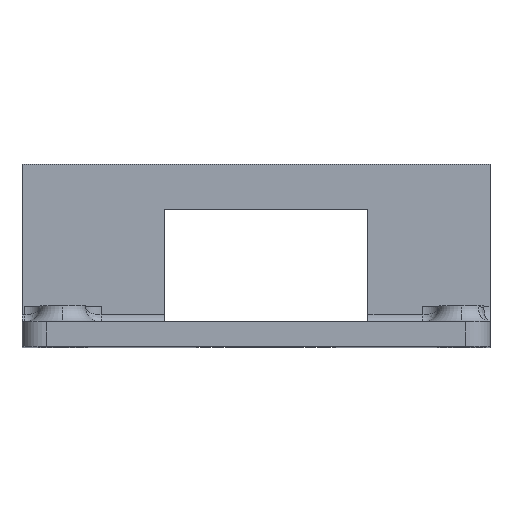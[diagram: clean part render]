
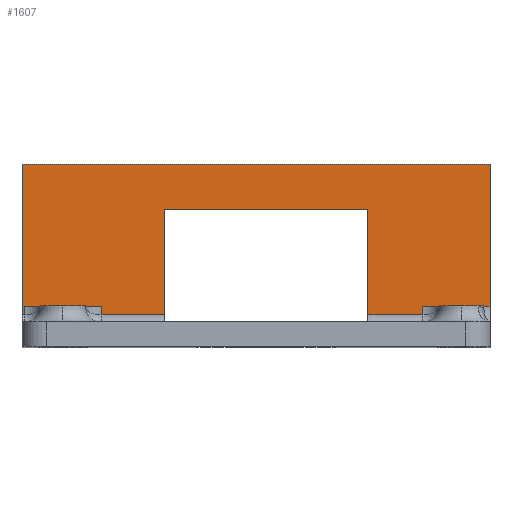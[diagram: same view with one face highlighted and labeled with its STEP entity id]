
A CAD part, top view. The second image highlights one B-rep face of the part: STEP entity #1607.
In plain terms, the highlighted planar face has unit normal (0, 0, 1).
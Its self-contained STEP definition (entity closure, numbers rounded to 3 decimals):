
#1 = VERTEX_POINT ( 'NONE', #1653 ) ;
#27 = CARTESIAN_POINT ( 'NONE',  ( 28.75, 22.5, -39. ) ) ;
#47 = VERTEX_POINT ( 'NONE', #400 ) ;
#74 = VERTEX_POINT ( 'NONE', #1631 ) ;
#79 = ORIENTED_EDGE ( 'NONE', *, *, #590, .T. ) ;
#86 = DIRECTION ( 'NONE',  ( 0., -1., 0. ) ) ;
#93 = CARTESIAN_POINT ( 'NONE',  ( 20.5, 5., -39. ) ) ;
#137 = ORIENTED_EDGE ( 'NONE', *, *, #1096, .T. ) ;
#221 = DIRECTION ( 'NONE',  ( 0., -1., 0. ) ) ;
#241 = LINE ( 'NONE', #344, #2007 ) ;
#258 = EDGE_CURVE ( 'NONE', #2587, #493, #1016, .T. ) ;
#288 = VECTOR ( 'NONE', #1930, 1000. ) ;
#292 = EDGE_CURVE ( 'NONE', #2038, #47, #453, .T. ) ;
#300 = ORIENTED_EDGE ( 'NONE', *, *, #292, .F. ) ;
#327 = ORIENTED_EDGE ( 'NONE', *, *, #2659, .T. ) ;
#344 = CARTESIAN_POINT ( 'NONE',  ( -28.5, 5., -39. ) ) ;
#386 = CARTESIAN_POINT ( 'NONE',  ( 28.75, 5., -39. ) ) ;
#390 = CARTESIAN_POINT ( 'NONE',  ( -11.25, 17., -39. ) ) ;
#400 = CARTESIAN_POINT ( 'NONE',  ( -28.5, 5., -39. ) ) ;
#406 = DIRECTION ( 'NONE',  ( 1., 0., 0. ) ) ;
#420 = ORIENTED_EDGE ( 'NONE', *, *, #1467, .T. ) ;
#453 = LINE ( 'NONE', #492, #2378 ) ;
#492 = CARTESIAN_POINT ( 'NONE',  ( -21., 5., -39. ) ) ;
#493 = VERTEX_POINT ( 'NONE', #390 ) ;
#571 = VERTEX_POINT ( 'NONE', #1836 ) ;
#576 = DIRECTION ( 'NONE',  ( 1., 0., 0. ) ) ;
#590 = EDGE_CURVE ( 'NONE', #74, #1905, #850, .T. ) ;
#607 = ORIENTED_EDGE ( 'NONE', *, *, #2323, .T. ) ;
#619 = VECTOR ( 'NONE', #2229, 1000. ) ;
#621 = AXIS2_PLACEMENT_3D ( 'NONE', #2584, #1142, #2158 ) ;
#623 = CARTESIAN_POINT ( 'NONE',  ( 20.5, 5., -39. ) ) ;
#661 = DIRECTION ( 'NONE',  ( 0., 1., 0. ) ) ;
#703 = DIRECTION ( 'NONE',  ( 0., -1., 0. ) ) ;
#706 = EDGE_CURVE ( 'NONE', #74, #797, #1461, .T. ) ;
#710 = LINE ( 'NONE', #919, #1036 ) ;
#712 = CARTESIAN_POINT ( 'NONE',  ( -19., 5., -39. ) ) ;
#797 = VERTEX_POINT ( 'NONE', #27 ) ;
#827 = VERTEX_POINT ( 'NONE', #1556 ) ;
#850 = LINE ( 'NONE', #1596, #619 ) ;
#870 = LINE ( 'NONE', #871, #2301 ) ;
#871 = CARTESIAN_POINT ( 'NONE',  ( -11.25, 3., -39. ) ) ;
#898 = VECTOR ( 'NONE', #2034, 1000. ) ;
#919 = CARTESIAN_POINT ( 'NONE',  ( 28.75, 22.5, -39. ) ) ;
#925 = CARTESIAN_POINT ( 'NONE',  ( 13.75, 3., -39. ) ) ;
#931 = ORIENTED_EDGE ( 'NONE', *, *, #2342, .F. ) ;
#973 = VECTOR ( 'NONE', #2374, 1000. ) ;
#1006 = VECTOR ( 'NONE', #86, 1000. ) ;
#1016 = LINE ( 'NONE', #1335, #288 ) ;
#1036 = VECTOR ( 'NONE', #703, 1000. ) ;
#1093 = ORIENTED_EDGE ( 'NONE', *, *, #2166, .F. ) ;
#1096 = EDGE_CURVE ( 'NONE', #1905, #827, #1660, .T. ) ;
#1131 = VERTEX_POINT ( 'NONE', #1678 ) ;
#1140 = VECTOR ( 'NONE', #576, 1000. ) ;
#1142 = DIRECTION ( 'NONE',  ( 0., 0., -1. ) ) ;
#1172 = LINE ( 'NONE', #2684, #2372 ) ;
#1204 = VECTOR ( 'NONE', #661, 1000. ) ;
#1207 = VECTOR ( 'NONE', #406, 1000. ) ;
#1212 = CARTESIAN_POINT ( 'NONE',  ( -26.5, 4., -39. ) ) ;
#1219 = DIRECTION ( 'NONE',  ( 1., 0., 0. ) ) ;
#1220 = ORIENTED_EDGE ( 'NONE', *, *, #2030, .F. ) ;
#1268 = VERTEX_POINT ( 'NONE', #1977 ) ;
#1319 = DIRECTION ( 'NONE',  ( -1., 0., 0. ) ) ;
#1335 = CARTESIAN_POINT ( 'NONE',  ( -11.25, 17., -39. ) ) ;
#1353 = LINE ( 'NONE', #925, #973 ) ;
#1360 = EDGE_CURVE ( 'NONE', #1, #1377, #1172, .T. ) ;
#1377 = VERTEX_POINT ( 'NONE', #2250 ) ;
#1407 = CARTESIAN_POINT ( 'NONE',  ( -28.75, 4., -39. ) ) ;
#1417 = DIRECTION ( 'NONE',  ( 1., 0., 0. ) ) ;
#1435 = CARTESIAN_POINT ( 'NONE',  ( 22.5, 4., -39. ) ) ;
#1461 = LINE ( 'NONE', #2701, #1207 ) ;
#1467 = EDGE_CURVE ( 'NONE', #571, #2139, #2546, .T. ) ;
#1556 = CARTESIAN_POINT ( 'NONE',  ( -28.5, 4., -39. ) ) ;
#1567 = EDGE_CURVE ( 'NONE', #2038, #1, #1976, .T. ) ;
#1596 = CARTESIAN_POINT ( 'NONE',  ( -28.75, 22.5, -39. ) ) ;
#1598 = DIRECTION ( 'NONE',  ( 0., 1., 0. ) ) ;
#1607 = ADVANCED_FACE ( 'NONE', ( #1859 ), #2386, .F. ) ;
#1631 = CARTESIAN_POINT ( 'NONE',  ( -28.75, 22.5, -39. ) ) ;
#1653 = CARTESIAN_POINT ( 'NONE',  ( -19., 4., -39. ) ) ;
#1660 = LINE ( 'NONE', #1212, #1140 ) ;
#1678 = CARTESIAN_POINT ( 'NONE',  ( 13.75, 4., -39. ) ) ;
#1836 = CARTESIAN_POINT ( 'NONE',  ( 20.5, 4., -39. ) ) ;
#1859 = FACE_OUTER_BOUND ( 'NONE', #2523, .T. ) ;
#1872 = ORIENTED_EDGE ( 'NONE', *, *, #2129, .F. ) ;
#1905 = VERTEX_POINT ( 'NONE', #1407 ) ;
#1930 = DIRECTION ( 'NONE',  ( -1., 0., 0. ) ) ;
#1976 = LINE ( 'NONE', #2536, #1006 ) ;
#1977 = CARTESIAN_POINT ( 'NONE',  ( 28.75, 5., -39. ) ) ;
#2007 = VECTOR ( 'NONE', #1598, 1000. ) ;
#2030 = EDGE_CURVE ( 'NONE', #493, #1377, #870, .T. ) ;
#2034 = DIRECTION ( 'NONE',  ( -1., 0., 0. ) ) ;
#2038 = VERTEX_POINT ( 'NONE', #712 ) ;
#2080 = VECTOR ( 'NONE', #1417, 1000. ) ;
#2128 = ORIENTED_EDGE ( 'NONE', *, *, #1360, .T. ) ;
#2129 = EDGE_CURVE ( 'NONE', #797, #1268, #710, .T. ) ;
#2139 = VERTEX_POINT ( 'NONE', #93 ) ;
#2158 = DIRECTION ( 'NONE',  ( -1., 0., 0. ) ) ;
#2166 = EDGE_CURVE ( 'NONE', #1131, #2587, #1353, .T. ) ;
#2229 = DIRECTION ( 'NONE',  ( 0., -1., 0. ) ) ;
#2250 = CARTESIAN_POINT ( 'NONE',  ( -11.25, 4., -39. ) ) ;
#2301 = VECTOR ( 'NONE', #221, 1000. ) ;
#2323 = EDGE_CURVE ( 'NONE', #1131, #571, #2700, .T. ) ;
#2328 = ORIENTED_EDGE ( 'NONE', *, *, #1567, .T. ) ;
#2342 = EDGE_CURVE ( 'NONE', #1268, #2139, #2694, .T. ) ;
#2372 = VECTOR ( 'NONE', #1219, 1000. ) ;
#2374 = DIRECTION ( 'NONE',  ( 0., 1., 0. ) ) ;
#2378 = VECTOR ( 'NONE', #1319, 1000. ) ;
#2386 = PLANE ( 'NONE',  #621 ) ;
#2389 = ORIENTED_EDGE ( 'NONE', *, *, #258, .F. ) ;
#2505 = ORIENTED_EDGE ( 'NONE', *, *, #706, .F. ) ;
#2523 = EDGE_LOOP ( 'NONE', ( #137, #327, #300, #2328, #2128, #1220, #2389, #1093, #607, #420, #931, #1872, #2505, #79 ) ) ;
#2536 = CARTESIAN_POINT ( 'NONE',  ( -19., 4., -39. ) ) ;
#2546 = LINE ( 'NONE', #623, #1204 ) ;
#2584 = CARTESIAN_POINT ( 'NONE',  ( -28.75, 22.5, -39. ) ) ;
#2587 = VERTEX_POINT ( 'NONE', #2620 ) ;
#2620 = CARTESIAN_POINT ( 'NONE',  ( 13.75, 17., -39. ) ) ;
#2659 = EDGE_CURVE ( 'NONE', #827, #47, #241, .T. ) ;
#2684 = CARTESIAN_POINT ( 'NONE',  ( -11.25, 4., -39. ) ) ;
#2694 = LINE ( 'NONE', #386, #898 ) ;
#2700 = LINE ( 'NONE', #1435, #2080 ) ;
#2701 = CARTESIAN_POINT ( 'NONE',  ( -28.75, 22.5, -39. ) ) ;
